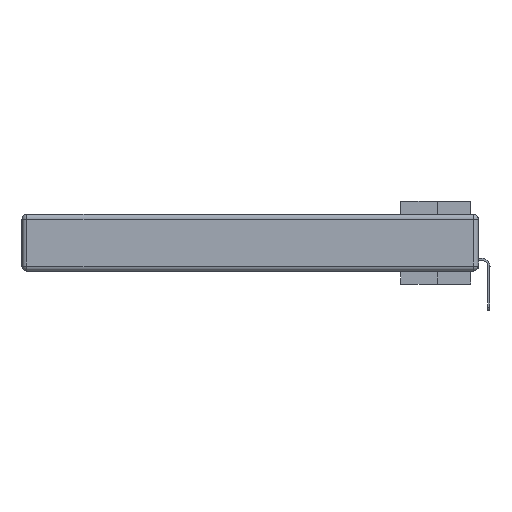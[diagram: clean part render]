
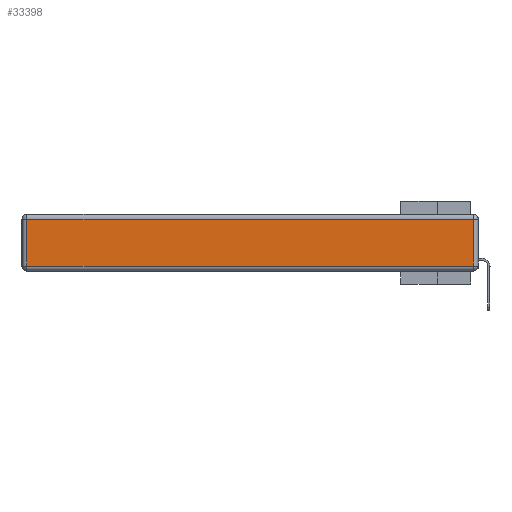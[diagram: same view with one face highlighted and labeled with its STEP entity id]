
A CAD part, left-side view. The second image highlights one B-rep face of the part: STEP entity #33398.
In plain terms, the highlighted planar face has unit normal (-1, 0, 0).
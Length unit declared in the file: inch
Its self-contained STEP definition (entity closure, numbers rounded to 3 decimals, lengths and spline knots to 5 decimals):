
#688 = CARTESIAN_POINT ( 'NONE',  ( 0., 0., -0.343 ) ) ;
#2810 = VECTOR ( 'NONE', #18367, 39.37008 ) ;
#3420 = LINE ( 'NONE', #11600, #27654 ) ;
#3996 = EDGE_CURVE ( 'NONE', #24521, #21446, #12976, .T. ) ;
#5419 = VERTEX_POINT ( 'NONE', #28973 ) ;
#5756 = ORIENTED_EDGE ( 'NONE', *, *, #30913, .T. ) ;
#8194 = DIRECTION ( 'NONE',  ( 0., -1., 0. ) ) ;
#11600 = CARTESIAN_POINT ( 'NONE',  ( 0., 2.72, -0.343 ) ) ;
#12438 = ORIENTED_EDGE ( 'NONE', *, *, #3996, .T. ) ;
#12976 = LINE ( 'NONE', #26069, #2810 ) ;
#13914 = FACE_OUTER_BOUND ( 'NONE', #19489, .T. ) ;
#17925 = CARTESIAN_POINT ( 'NONE',  ( 0., 2.72, -0.03 ) ) ;
#18367 = DIRECTION ( 'NONE',  ( 0., 1., 0. ) ) ;
#18546 = EDGE_CURVE ( 'NONE', #29354, #24521, #22139, .T. ) ;
#19489 = EDGE_LOOP ( 'NONE', ( #28986, #31255, #12438, #5756 ) ) ;
#21243 = EDGE_CURVE ( 'NONE', #5419, #29354, #21601, .T. ) ;
#21446 = VERTEX_POINT ( 'NONE', #17925 ) ;
#21601 = LINE ( 'NONE', #32777, #24144 ) ;
#21946 = DIRECTION ( 'NONE',  ( -1., 0., 0. ) ) ;
#22139 = LINE ( 'NONE', #22319, #26239 ) ;
#22319 = CARTESIAN_POINT ( 'NONE',  ( 0., 0.03, -0.343 ) ) ;
#22838 = CARTESIAN_POINT ( 'NONE',  ( 0., 0.03, -0.03 ) ) ;
#24144 = VECTOR ( 'NONE', #8194, 39.37008 ) ;
#24521 = VERTEX_POINT ( 'NONE', #22838 ) ;
#24568 = PLANE ( 'NONE',  #30475 ) ;
#26069 = CARTESIAN_POINT ( 'NONE',  ( 0., 2.75, -0.03 ) ) ;
#26239 = VECTOR ( 'NONE', #27207, 39.37008 ) ;
#27207 = DIRECTION ( 'NONE',  ( 0., 0., 1. ) ) ;
#27654 = VECTOR ( 'NONE', #27995, 39.37008 ) ;
#27995 = DIRECTION ( 'NONE',  ( 0., 0., -1. ) ) ;
#28973 = CARTESIAN_POINT ( 'NONE',  ( 0., 2.72, -0.313 ) ) ;
#28986 = ORIENTED_EDGE ( 'NONE', *, *, #21243, .T. ) ;
#29354 = VERTEX_POINT ( 'NONE', #30478 ) ;
#30475 = AXIS2_PLACEMENT_3D ( 'NONE', #688, #21946, #32597 ) ;
#30478 = CARTESIAN_POINT ( 'NONE',  ( 0., 0.03, -0.313 ) ) ;
#30913 = EDGE_CURVE ( 'NONE', #21446, #5419, #3420, .T. ) ;
#31255 = ORIENTED_EDGE ( 'NONE', *, *, #18546, .T. ) ;
#32597 = DIRECTION ( 'NONE',  ( 0., 0., 1. ) ) ;
#32777 = CARTESIAN_POINT ( 'NONE',  ( 0., 0., -0.313 ) ) ;
#33398 = ADVANCED_FACE ( 'NONE', ( #13914 ), #24568, .T. ) ;
